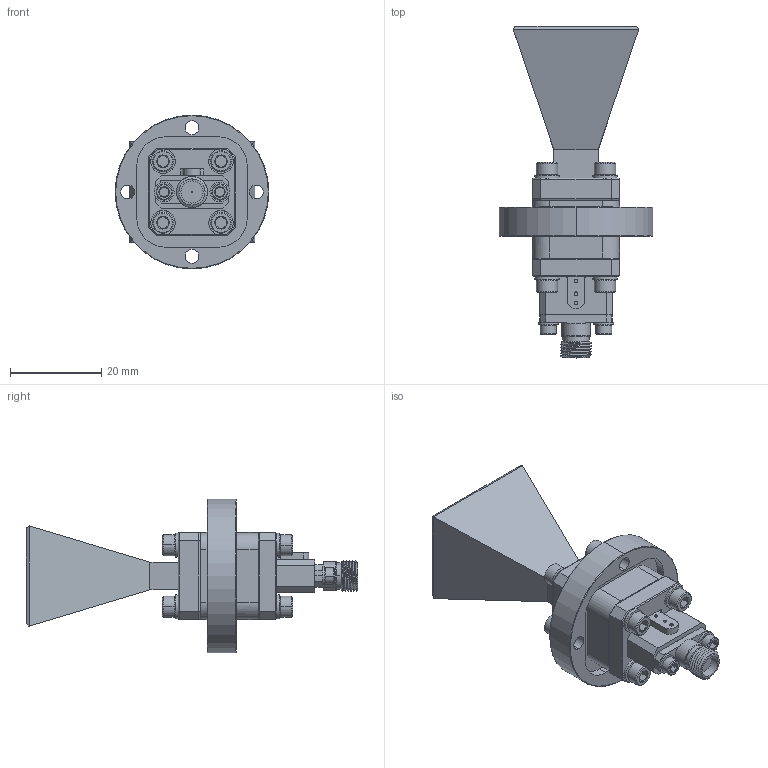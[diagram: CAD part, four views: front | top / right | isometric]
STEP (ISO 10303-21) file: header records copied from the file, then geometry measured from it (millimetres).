
FILE_DESCRIPTION (( 'STEP AP214' ), '1' );
FILE_NAME ('AR-AC17-E-WR, Defeatured.STEP', '2023-12-01T22:54:48', ( '' ), ( '' ), 'SwSTEP 2.0', 'SolidWorks 2021', '' );
FILE_SCHEMA (( 'AUTOMOTIVE_DESIGN' ));
Length unit declared in the file: inch
Products named in the file (1): AR-AC17-E-WR, Defeatured
Bounding box: 33.66 x 72.64 x 33.66 mm (x, y, z)
Volume: 14532.3 mm3; surface area: 9622.2 mm2
Topology: 8 solids, 11 shells, 724 faces, 1689 edges, 1018 vertices
Faces by surface type: plane 283, cylinder 266, cone 167, bspline 6, torus 2
Entity records: 33913 total; most frequent: CARTESIAN_POINT 8903, ORIENTED_EDGE 3354, DIRECTION 3203, EDGE_CURVE 1677, AXIS2_PLACEMENT_3D 1183, VERTEX_POINT 1018, VECTOR 837, LINE 837
